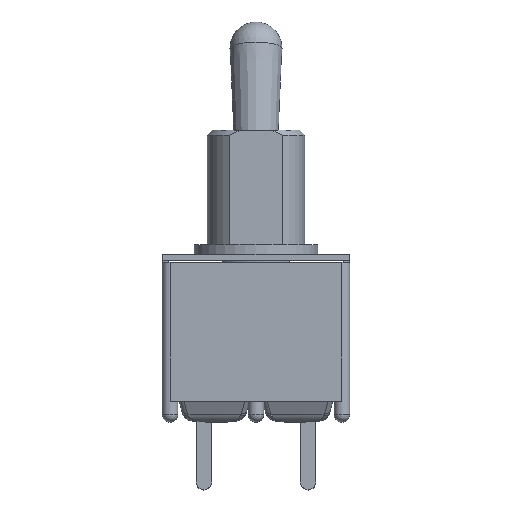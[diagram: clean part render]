
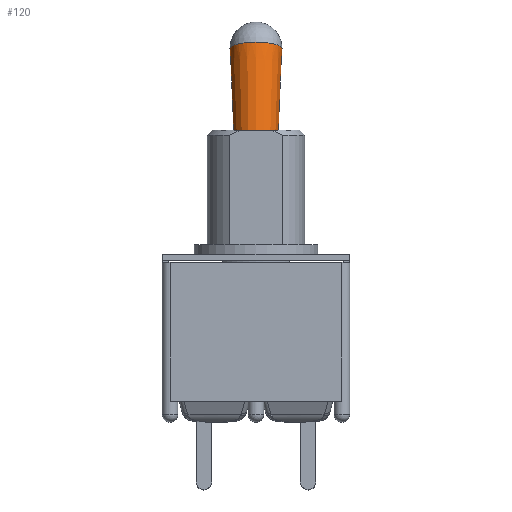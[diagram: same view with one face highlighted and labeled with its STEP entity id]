
A CAD part, top view. The second image highlights one B-rep face of the part: STEP entity #120.
In plain terms, the highlighted conical face has half-angle 2.341 degrees and reference radius 1.152 mm.
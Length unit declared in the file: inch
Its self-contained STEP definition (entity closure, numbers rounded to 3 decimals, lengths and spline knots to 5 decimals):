
#120 = ADVANCED_FACE( '', ( #791, #792 ), #793, .T. );
#791 = FACE_OUTER_BOUND( '', #2142, .T. );
#792 = FACE_BOUND( '', #2143, .T. );
#793 = CONICAL_SURFACE( '', #2144, 0.04534, 0.041 );
#2142 = EDGE_LOOP( '', ( #8490 ) );
#2143 = EDGE_LOOP( '', ( #8491 ) );
#2144 = AXIS2_PLACEMENT_3D( '', #8492, #8493, #8494 );
#8490 = ORIENTED_EDGE( '', *, *, #13899, .T. );
#8491 = ORIENTED_EDGE( '', *, *, #13896, .F. );
#8492 = CARTESIAN_POINT( '', ( 0., 0.60802, -0.03506 ) );
#8493 = DIRECTION( '', ( 0., 0.976, -0.216 ) );
#8494 = DIRECTION( '', ( 0., -0.216, -0.976 ) );
#13896 = EDGE_CURVE( '', #17567, #17567, #17568, .T. );
#13899 = EDGE_CURVE( '', #17573, #17573, #17574, .T. );
#17567 = VERTEX_POINT( '', #24891 );
#17568 = CIRCLE( '', #24892, 0.04068 );
#17573 = VERTEX_POINT( '', #24897 );
#17574 = CIRCLE( '', #24898, 0.05 );
#24891 = CARTESIAN_POINT( '', ( 0., 0.48791, -0.0501 ) );
#24892 = AXIS2_PLACEMENT_3D( '', #37810, #37811, #37812 );
#24897 = CARTESIAN_POINT( '', ( 0., 0.70851, -0.10855 ) );
#24898 = AXIS2_PLACEMENT_3D( '', #37819, #37820, #37821 );
#37810 = CARTESIAN_POINT( '', ( 0., 0.49671, -0.01038 ) );
#37811 = DIRECTION( '', ( 0., -0.976, 0.216 ) );
#37812 = DIRECTION( '', ( 0., -0.216, -0.976 ) );
#37819 = CARTESIAN_POINT( '', ( 0., 0.71933, -0.05974 ) );
#37820 = DIRECTION( '', ( 0., -0.976, 0.216 ) );
#37821 = DIRECTION( '', ( 0., -0.216, -0.976 ) );
